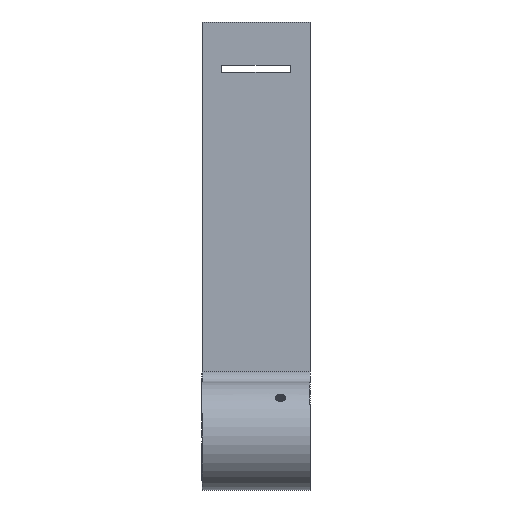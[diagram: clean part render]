
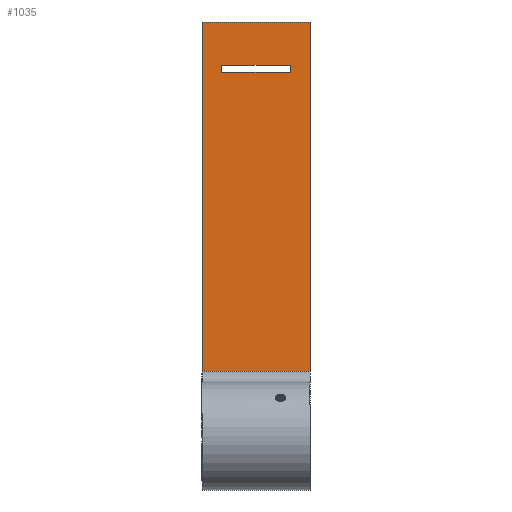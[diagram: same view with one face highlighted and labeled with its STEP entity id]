
A CAD part, front view. The second image highlights one B-rep face of the part: STEP entity #1035.
In plain terms, the highlighted planar face has unit normal (0, -1, 0).
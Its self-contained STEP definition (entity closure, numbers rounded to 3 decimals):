
#200 = VERTEX_POINT('',#201);
#201 = CARTESIAN_POINT('',(15.,5.,18.));
#208 = EDGE_CURVE('',#200,#209,#211,.T.);
#209 = VERTEX_POINT('',#210);
#210 = CARTESIAN_POINT('',(-15.,5.,18.));
#211 = LINE('',#212,#213);
#212 = CARTESIAN_POINT('',(15.,5.,18.));
#213 = VECTOR('',#214,1.);
#214 = DIRECTION('',(-1.,0.,0.));
#531 = EDGE_CURVE('',#209,#532,#534,.T.);
#532 = VERTEX_POINT('',#533);
#533 = CARTESIAN_POINT('',(-15.,5.,115.));
#534 = LINE('',#535,#536);
#535 = CARTESIAN_POINT('',(-15.,5.,15.));
#536 = VECTOR('',#537,1.);
#537 = DIRECTION('',(0.,0.,1.));
#1007 = VERTEX_POINT('',#1008);
#1008 = CARTESIAN_POINT('',(15.,5.,115.));
#1014 = EDGE_CURVE('',#200,#1007,#1015,.T.);
#1015 = LINE('',#1016,#1017);
#1016 = CARTESIAN_POINT('',(15.,5.,15.));
#1017 = VECTOR('',#1018,1.);
#1018 = DIRECTION('',(0.,0.,1.));
#1035 = ADVANCED_FACE('',(#1036,#1047),#1081,.T.);
#1036 = FACE_BOUND('',#1037,.T.);
#1037 = EDGE_LOOP('',(#1038,#1039,#1045,#1046));
#1038 = ORIENTED_EDGE('',*,*,#1014,.T.);
#1039 = ORIENTED_EDGE('',*,*,#1040,.T.);
#1040 = EDGE_CURVE('',#1007,#532,#1041,.T.);
#1041 = LINE('',#1042,#1043);
#1042 = CARTESIAN_POINT('',(15.,5.,115.));
#1043 = VECTOR('',#1044,1.);
#1044 = DIRECTION('',(-1.,0.,0.));
#1045 = ORIENTED_EDGE('',*,*,#531,.F.);
#1046 = ORIENTED_EDGE('',*,*,#208,.F.);
#1047 = FACE_BOUND('',#1048,.T.);
#1048 = EDGE_LOOP('',(#1049,#1059,#1067,#1075));
#1049 = ORIENTED_EDGE('',*,*,#1050,.F.);
#1050 = EDGE_CURVE('',#1051,#1053,#1055,.T.);
#1051 = VERTEX_POINT('',#1052);
#1052 = CARTESIAN_POINT('',(9.5,5.,103.));
#1053 = VERTEX_POINT('',#1054);
#1054 = CARTESIAN_POINT('',(-9.5,5.,103.));
#1055 = LINE('',#1056,#1057);
#1056 = CARTESIAN_POINT('',(9.5,5.,103.));
#1057 = VECTOR('',#1058,1.);
#1058 = DIRECTION('',(-1.,0.,0.));
#1059 = ORIENTED_EDGE('',*,*,#1060,.F.);
#1060 = EDGE_CURVE('',#1061,#1051,#1063,.T.);
#1061 = VERTEX_POINT('',#1062);
#1062 = CARTESIAN_POINT('',(9.5,5.,101.));
#1063 = LINE('',#1064,#1065);
#1064 = CARTESIAN_POINT('',(9.5,5.,101.));
#1065 = VECTOR('',#1066,1.);
#1066 = DIRECTION('',(0.,0.,1.));
#1067 = ORIENTED_EDGE('',*,*,#1068,.F.);
#1068 = EDGE_CURVE('',#1069,#1061,#1071,.T.);
#1069 = VERTEX_POINT('',#1070);
#1070 = CARTESIAN_POINT('',(-9.5,5.,101.));
#1071 = LINE('',#1072,#1073);
#1072 = CARTESIAN_POINT('',(-9.5,5.,101.));
#1073 = VECTOR('',#1074,1.);
#1074 = DIRECTION('',(1.,0.,0.));
#1075 = ORIENTED_EDGE('',*,*,#1076,.F.);
#1076 = EDGE_CURVE('',#1053,#1069,#1077,.T.);
#1077 = LINE('',#1078,#1079);
#1078 = CARTESIAN_POINT('',(-9.5,5.,103.));
#1079 = VECTOR('',#1080,1.);
#1080 = DIRECTION('',(0.,0.,-1.));
#1081 = PLANE('',#1082);
#1082 = AXIS2_PLACEMENT_3D('',#1083,#1084,#1085);
#1083 = CARTESIAN_POINT('',(15.,5.,15.));
#1084 = DIRECTION('',(0.,-1.,0.));
#1085 = DIRECTION('',(-1.,0.,0.));
